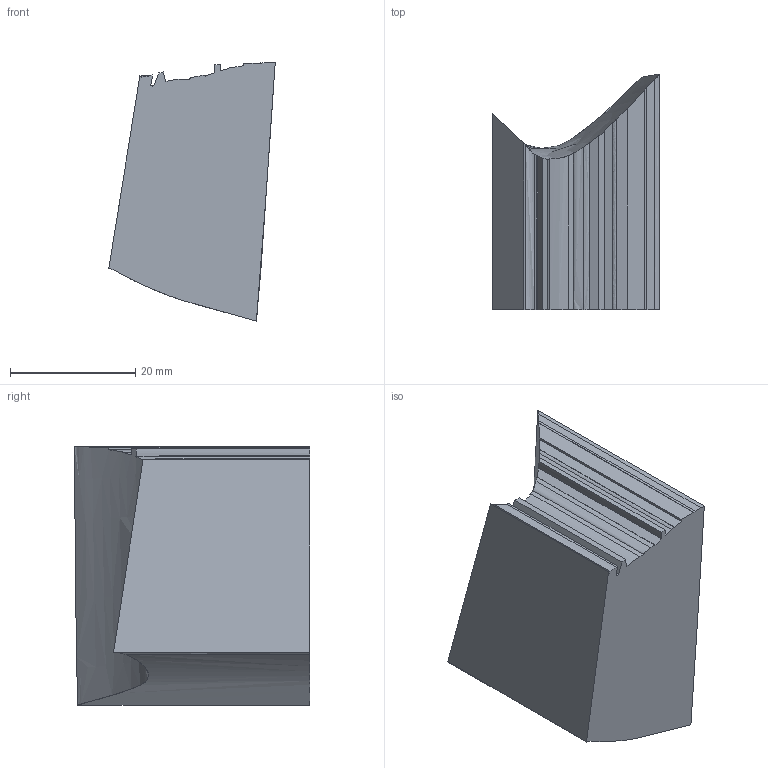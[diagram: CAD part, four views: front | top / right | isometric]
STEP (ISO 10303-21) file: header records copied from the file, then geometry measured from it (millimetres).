
FILE_DESCRIPTION (( 'STEP AP203' ), '1' );
FILE_NAME ('C20852-block1.STEP', '2019-10-01T13:55:02', ( '' ), ( '' ), 'SwSTEP 2.0', 'SolidWorks 2019', '' );
FILE_SCHEMA (( 'CONFIG_CONTROL_DESIGN' ));
Length unit declared in the file: inch
Products named in the file (1): C20852-block1
Bounding box: 26.53 x 37.53 x 41.19 mm (x, y, z)
Surface area: 5883.3 mm2 (no closed solid volume)
Topology: 0 solids, 2 shells, 37 faces, 140 edges, 105 vertices
Faces by surface type: bspline 31, plane 6
Entity records: 5246 total; most frequent: CARTESIAN_POINT 4388, ORIENTED_EDGE 210, EDGE_CURVE 140, B_SPLINE_CURVE_WITH_KNOTS 135, VERTEX_POINT 105, ADVANCED_FACE 37, FACE_OUTER_BOUND 37, EDGE_LOOP 37
